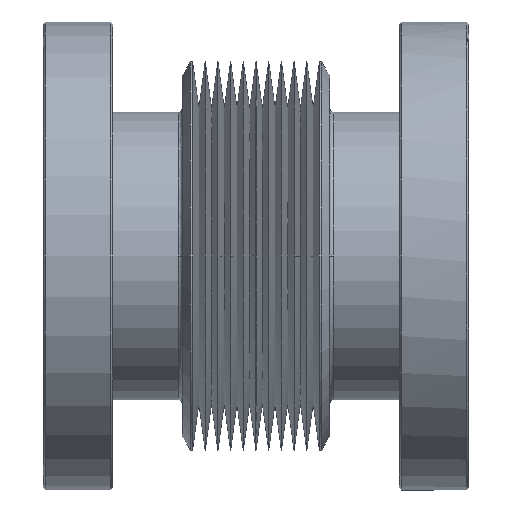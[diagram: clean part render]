
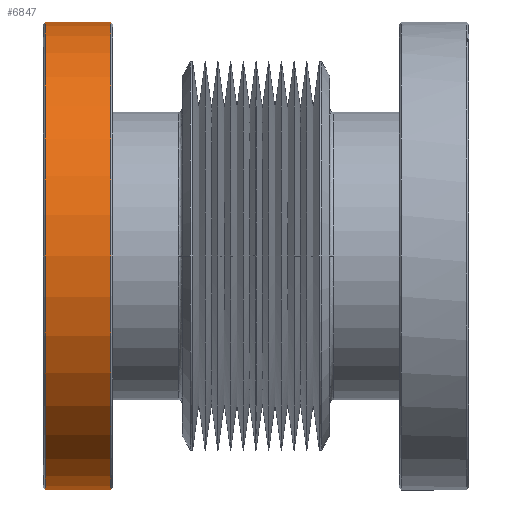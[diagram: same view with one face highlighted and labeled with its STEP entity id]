
A CAD part, left-side view. The second image highlights one B-rep face of the part: STEP entity #6847.
In plain terms, the highlighted cylindrical face has radius 57.15 mm (diameter 114.3 mm), a partial arc.
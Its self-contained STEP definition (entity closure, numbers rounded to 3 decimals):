
#449 = AXIS2_PLACEMENT_3D ( 'NONE', #3890, #9401, #4677 ) ;
#508 = VECTOR ( 'NONE', #9751, 1000. ) ;
#588 = ORIENTED_EDGE ( 'NONE', *, *, #4356, .F. ) ;
#772 = EDGE_CURVE ( 'NONE', #1236, #2909, #8101, .T. ) ;
#1115 = AXIS2_PLACEMENT_3D ( 'NONE', #2563, #4917, #8099 ) ;
#1236 = VERTEX_POINT ( 'NONE', #8443 ) ;
#1345 = AXIS2_PLACEMENT_3D ( 'NONE', #6670, #6635, #6566 ) ;
#1499 = CARTESIAN_POINT ( 'NONE',  ( -0.001, 16.499, 57.15 ) ) ;
#1896 = CARTESIAN_POINT ( 'NONE',  ( -0.001, 0.499, 57.15 ) ) ;
#2346 = LINE ( 'NONE', #6944, #4468 ) ;
#2563 = CARTESIAN_POINT ( 'NONE',  ( -0.001, -0.001, 0. ) ) ;
#2909 = VERTEX_POINT ( 'NONE', #1896 ) ;
#2939 = ORIENTED_EDGE ( 'NONE', *, *, #772, .T. ) ;
#3790 = CARTESIAN_POINT ( 'NONE',  ( -0.001, 16.499, -57.15 ) ) ;
#3890 = CARTESIAN_POINT ( 'NONE',  ( -0.001, 16.499, 0. ) ) ;
#4356 = EDGE_CURVE ( 'NONE', #1236, #8846, #2346, .T. ) ;
#4468 = VECTOR ( 'NONE', #9315, 1000. ) ;
#4614 = EDGE_CURVE ( 'NONE', #2909, #4886, #8765, .T. ) ;
#4677 = DIRECTION ( 'NONE',  ( 0., 0., 1. ) ) ;
#4886 = VERTEX_POINT ( 'NONE', #1499 ) ;
#4917 = DIRECTION ( 'NONE',  ( 0., 1., 0. ) ) ;
#4932 = CYLINDRICAL_SURFACE ( 'NONE', #1115, 57.15 ) ;
#5030 = CARTESIAN_POINT ( 'NONE',  ( -0.001, -0.001, 57.15 ) ) ;
#5515 = EDGE_CURVE ( 'NONE', #4886, #8846, #7819, .T. ) ;
#5891 = ORIENTED_EDGE ( 'NONE', *, *, #4614, .T. ) ;
#5946 = ORIENTED_EDGE ( 'NONE', *, *, #5515, .T. ) ;
#6566 = DIRECTION ( 'NONE',  ( 0., 0., 1. ) ) ;
#6635 = DIRECTION ( 'NONE',  ( 0., 1., 0. ) ) ;
#6670 = CARTESIAN_POINT ( 'NONE',  ( -0.001, 0.499, 0. ) ) ;
#6847 = ADVANCED_FACE ( 'NONE', ( #7776 ), #4932, .T. ) ;
#6944 = CARTESIAN_POINT ( 'NONE',  ( -0.001, -0.001, -57.15 ) ) ;
#7608 = EDGE_LOOP ( 'NONE', ( #588, #2939, #5891, #5946 ) ) ;
#7776 = FACE_OUTER_BOUND ( 'NONE', #7608, .T. ) ;
#7819 = CIRCLE ( 'NONE', #449, 57.15 ) ;
#8099 = DIRECTION ( 'NONE',  ( 0., 0., 1. ) ) ;
#8101 = CIRCLE ( 'NONE', #1345, 57.15 ) ;
#8443 = CARTESIAN_POINT ( 'NONE',  ( -0.001, 0.499, -57.15 ) ) ;
#8765 = LINE ( 'NONE', #5030, #508 ) ;
#8846 = VERTEX_POINT ( 'NONE', #3790 ) ;
#9315 = DIRECTION ( 'NONE',  ( 0., 1., 0. ) ) ;
#9401 = DIRECTION ( 'NONE',  ( 0., -1., 0. ) ) ;
#9751 = DIRECTION ( 'NONE',  ( 0., 1., 0. ) ) ;
